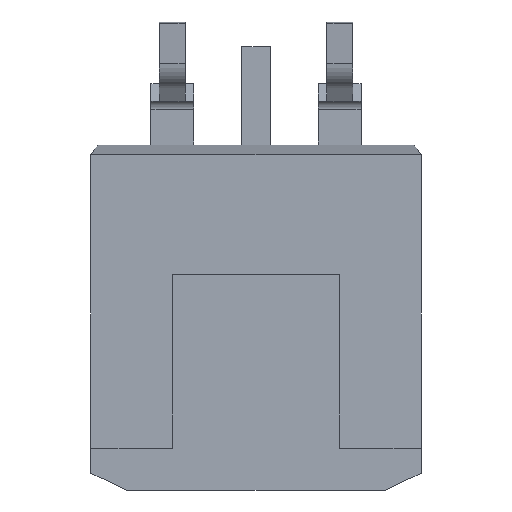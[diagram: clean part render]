
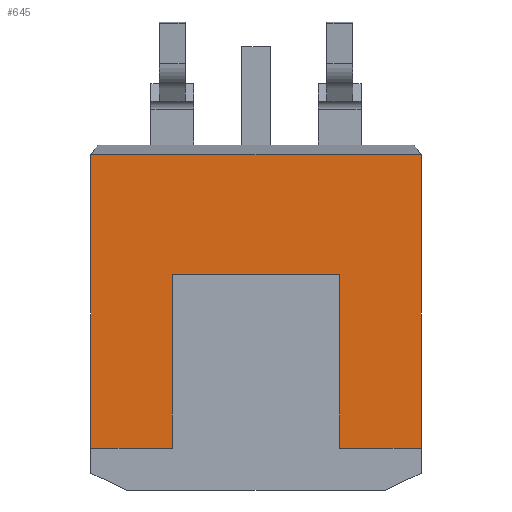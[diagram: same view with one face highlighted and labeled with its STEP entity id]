
A CAD part, front view. The second image highlights one B-rep face of the part: STEP entity #645.
In plain terms, the highlighted planar face has unit normal (0, -1, 0).
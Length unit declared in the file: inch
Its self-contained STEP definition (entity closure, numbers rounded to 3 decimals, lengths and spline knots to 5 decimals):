
#136 = VECTOR ( 'NONE', #489, 39.37008 ) ;
#147 = EDGE_CURVE ( 'NONE', #1344, #778, #1766, .T. ) ;
#154 = DIRECTION ( 'NONE',  ( 0., 1., 0. ) ) ;
#163 = DIRECTION ( 'NONE',  ( 0., 0., -1. ) ) ;
#194 = CARTESIAN_POINT ( 'NONE',  ( 0.19725, 0., -0.2295 ) ) ;
#198 = CARTESIAN_POINT ( 'NONE',  ( -0.1, 0., -0.2295 ) ) ;
#296 = VECTOR ( 'NONE', #1189, 39.37008 ) ;
#380 = CARTESIAN_POINT ( 'NONE',  ( -0.19725, 0., -0.2295 ) ) ;
#454 = CARTESIAN_POINT ( 'NONE',  ( 0.19725, 0., 0.12084 ) ) ;
#478 = LINE ( 'NONE', #636, #1887 ) ;
#489 = DIRECTION ( 'NONE',  ( 0., 0., 1. ) ) ;
#507 = ORIENTED_EDGE ( 'NONE', *, *, #537, .F. ) ;
#534 = EDGE_LOOP ( 'NONE', ( #2174, #555, #507, #2155, #757, #1863, #1199, #1142 ) ) ;
#537 = EDGE_CURVE ( 'NONE', #2111, #986, #1851, .T. ) ;
#555 = ORIENTED_EDGE ( 'NONE', *, *, #882, .F. ) ;
#636 = CARTESIAN_POINT ( 'NONE',  ( 0.19725, 0., -0.022 ) ) ;
#645 = ADVANCED_FACE ( 'NONE', ( #1704 ), #1348, .F. ) ;
#757 = ORIENTED_EDGE ( 'NONE', *, *, #1995, .T. ) ;
#778 = VERTEX_POINT ( 'NONE', #952 ) ;
#809 = AXIS2_PLACEMENT_3D ( 'NONE', #1889, #154, #1008 ) ;
#812 = LINE ( 'NONE', #1980, #1699 ) ;
#813 = DIRECTION ( 'NONE',  ( -1., 0., 0. ) ) ;
#837 = DIRECTION ( 'NONE',  ( 0., 0., -1. ) ) ;
#882 = EDGE_CURVE ( 'NONE', #986, #2028, #2087, .T. ) ;
#890 = LINE ( 'NONE', #1883, #1638 ) ;
#936 = DIRECTION ( 'NONE',  ( -1., 0., 0. ) ) ;
#952 = CARTESIAN_POINT ( 'NONE',  ( -0.1, 0., -0.2295 ) ) ;
#968 = VECTOR ( 'NONE', #813, 39.37008 ) ;
#986 = VERTEX_POINT ( 'NONE', #1408 ) ;
#1006 = VERTEX_POINT ( 'NONE', #380 ) ;
#1008 = DIRECTION ( 'NONE',  ( 0., 0., 1. ) ) ;
#1019 = CARTESIAN_POINT ( 'NONE',  ( 0.1, 0., -0.022 ) ) ;
#1037 = CARTESIAN_POINT ( 'NONE',  ( 0.1, 0., -0.2295 ) ) ;
#1142 = ORIENTED_EDGE ( 'NONE', *, *, #147, .F. ) ;
#1151 = VERTEX_POINT ( 'NONE', #1785 ) ;
#1189 = DIRECTION ( 'NONE',  ( 0., 0., 1. ) ) ;
#1199 = ORIENTED_EDGE ( 'NONE', *, *, #2098, .F. ) ;
#1272 = CARTESIAN_POINT ( 'NONE',  ( 0.19725, 0., 0.12084 ) ) ;
#1344 = VERTEX_POINT ( 'NONE', #1513 ) ;
#1348 = PLANE ( 'NONE',  #809 ) ;
#1393 = EDGE_CURVE ( 'NONE', #1151, #1006, #812, .T. ) ;
#1394 = DIRECTION ( 'NONE',  ( -1., 0., 0. ) ) ;
#1408 = CARTESIAN_POINT ( 'NONE',  ( 0.1, 0., -0.2295 ) ) ;
#1416 = EDGE_CURVE ( 'NONE', #2028, #1344, #478, .T. ) ;
#1419 = EDGE_CURVE ( 'NONE', #2111, #1880, #1692, .T. ) ;
#1513 = CARTESIAN_POINT ( 'NONE',  ( -0.1, 0., -0.022 ) ) ;
#1638 = VECTOR ( 'NONE', #1394, 39.37008 ) ;
#1692 = LINE ( 'NONE', #1811, #136 ) ;
#1699 = VECTOR ( 'NONE', #837, 39.37008 ) ;
#1704 = FACE_OUTER_BOUND ( 'NONE', #534, .T. ) ;
#1749 = VECTOR ( 'NONE', #2177, 39.37008 ) ;
#1766 = LINE ( 'NONE', #198, #2168 ) ;
#1785 = CARTESIAN_POINT ( 'NONE',  ( -0.19725, 0., 0.12084 ) ) ;
#1811 = CARTESIAN_POINT ( 'NONE',  ( 0.19725, 0., 0.1325 ) ) ;
#1851 = LINE ( 'NONE', #1864, #1749 ) ;
#1863 = ORIENTED_EDGE ( 'NONE', *, *, #1393, .T. ) ;
#1864 = CARTESIAN_POINT ( 'NONE',  ( 0.19725, 0., -0.2295 ) ) ;
#1880 = VERTEX_POINT ( 'NONE', #1272 ) ;
#1883 = CARTESIAN_POINT ( 'NONE',  ( 0.19725, 0., -0.2295 ) ) ;
#1887 = VECTOR ( 'NONE', #936, 39.37008 ) ;
#1889 = CARTESIAN_POINT ( 'NONE',  ( 0.19725, 0., -0.2295 ) ) ;
#1980 = CARTESIAN_POINT ( 'NONE',  ( -0.19725, 0., 0.1325 ) ) ;
#1995 = EDGE_CURVE ( 'NONE', #1880, #1151, #2183, .T. ) ;
#2028 = VERTEX_POINT ( 'NONE', #1019 ) ;
#2087 = LINE ( 'NONE', #1037, #296 ) ;
#2098 = EDGE_CURVE ( 'NONE', #778, #1006, #890, .T. ) ;
#2111 = VERTEX_POINT ( 'NONE', #194 ) ;
#2155 = ORIENTED_EDGE ( 'NONE', *, *, #1419, .T. ) ;
#2168 = VECTOR ( 'NONE', #163, 39.37008 ) ;
#2174 = ORIENTED_EDGE ( 'NONE', *, *, #1416, .F. ) ;
#2177 = DIRECTION ( 'NONE',  ( -1., 0., 0. ) ) ;
#2183 = LINE ( 'NONE', #454, #968 ) ;
